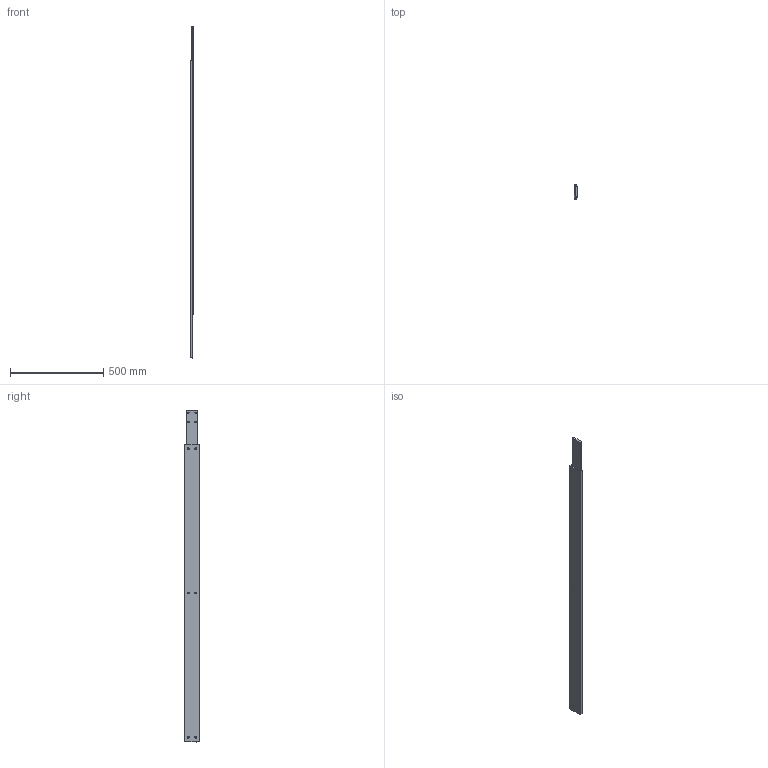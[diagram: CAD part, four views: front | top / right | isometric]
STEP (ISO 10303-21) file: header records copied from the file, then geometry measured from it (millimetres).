
FILE_DESCRIPTION (( 'STEP AP214' ), '1' );
FILE_NAME ('ows80-1600.STEP', '2021-11-10T10:22:16', ( '' ), ( '' ), 'SwSTEP 2.0', 'SolidWorks 2020', '' );
FILE_SCHEMA (( 'AUTOMOTIVE_DESIGN' ));
Length unit declared in the file: millimetre
Products named in the file (3): ows80-1600; masko80_1600; zensko80_1600
Assembly tree (2 placements, depth 2):
  ows80-1600
    masko80_1600
    zensko80_1600
Bounding box: 20 x 80 x 1782.92 mm (x, y, z)
Volume: 2042612.5 mm3; surface area: 568919 mm2
Topology: 2 solids, 2 shells, 108 faces, 274 edges, 172 vertices
Faces by surface type: cylinder 44, plane 36, cone 24, torus 4
Entity records: 3444 total; most frequent: DIRECTION 620, CARTESIAN_POINT 559, ORIENTED_EDGE 548, EDGE_CURVE 274, AXIS2_PLACEMENT_3D 233, VERTEX_POINT 172, LINE 154, VECTOR 154
